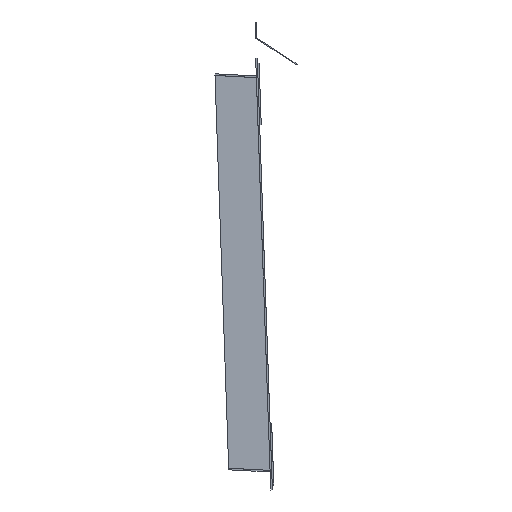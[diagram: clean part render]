
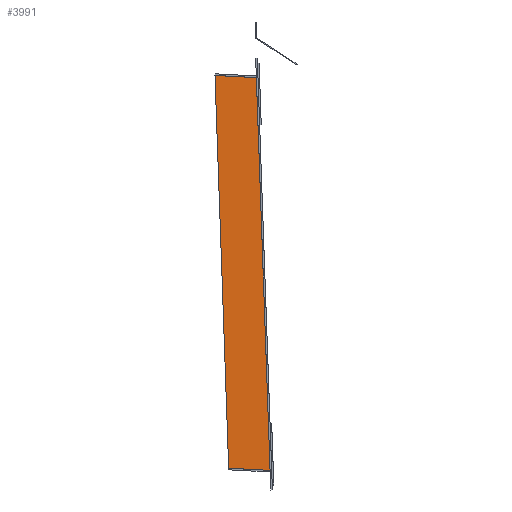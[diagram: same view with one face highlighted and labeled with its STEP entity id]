
A CAD part, front view. The second image highlights one B-rep face of the part: STEP entity #3991.
In plain terms, the highlighted planar face has unit normal (0, -1, 0).
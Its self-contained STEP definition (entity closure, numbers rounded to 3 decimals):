
#3521=CARTESIAN_POINT('Vertex',(-174.542,-1208.,1215.389)) ;
#3524=CARTESIAN_POINT('Line Origine',(-110.887,-1208.,1212.054)) ;
#3528=CARTESIAN_POINT('Vertex',(-47.232,-1208.,1208.719)) ;
#3599=CARTESIAN_POINT('Vertex',(-132.323,-1208.,6.933)) ;
#3611=CARTESIAN_POINT('Vertex',(-5.012,-1208.,0.263)) ;
#3614=CARTESIAN_POINT('Line Origine',(-68.667,-1208.,3.598)) ;
#3970=CARTESIAN_POINT('Axis2P3D Location',(-26.452,-1208.,613.944)) ;
#3975=CARTESIAN_POINT('Line Origine',(-26.122,-1208.,604.491)) ;
#3980=CARTESIAN_POINT('Line Origine',(-153.432,-1208.,611.161)) ;
#3525=DIRECTION('Vector Direction',(-0.999,0.,0.052)) ;
#3615=DIRECTION('Vector Direction',(-0.999,0.,0.052)) ;
#3971=DIRECTION('Axis2P3D Direction',(0.,-1.,-0.)) ;
#3972=DIRECTION('Axis2P3D XDirection',(-0.999,0.,-0.035)) ;
#3976=DIRECTION('Vector Direction',(0.035,0.,-0.999)) ;
#3981=DIRECTION('Vector Direction',(0.035,0.,-0.999)) ;
#3973=AXIS2_PLACEMENT_3D('Plane Axis2P3D',#3970,#3971,#3972) ;
#3986=ORIENTED_EDGE('',*,*,#3979,.F.) ;
#3987=ORIENTED_EDGE('',*,*,#3530,.T.) ;
#3988=ORIENTED_EDGE('',*,*,#3984,.T.) ;
#3989=ORIENTED_EDGE('',*,*,#3618,.F.) ;
#3526=VECTOR('Line Direction',#3525,1.) ;
#3616=VECTOR('Line Direction',#3615,1.) ;
#3977=VECTOR('Line Direction',#3976,1.) ;
#3982=VECTOR('Line Direction',#3981,1.) ;
#3991=ADVANCED_FACE('CORNIERE GAUCHE',(#3990),#3974,.T.) ;
#3530=EDGE_CURVE('',#3529,#3522,#3527,.T.) ;
#3618=EDGE_CURVE('',#3612,#3600,#3617,.T.) ;
#3979=EDGE_CURVE('',#3529,#3612,#3978,.T.) ;
#3984=EDGE_CURVE('',#3522,#3600,#3983,.T.) ;
#3985=EDGE_LOOP('',(#3986,#3987,#3988,#3989)) ;
#3990=FACE_OUTER_BOUND('',#3985,.T.) ;
#3527=LINE('Line',#3524,#3526) ;
#3617=LINE('Line',#3614,#3616) ;
#3978=LINE('Line',#3975,#3977) ;
#3983=LINE('Line',#3980,#3982) ;
#3974=PLANE('Plane',#3973) ;
#3522=VERTEX_POINT('',#3521) ;
#3529=VERTEX_POINT('',#3528) ;
#3600=VERTEX_POINT('',#3599) ;
#3612=VERTEX_POINT('',#3611) ;
